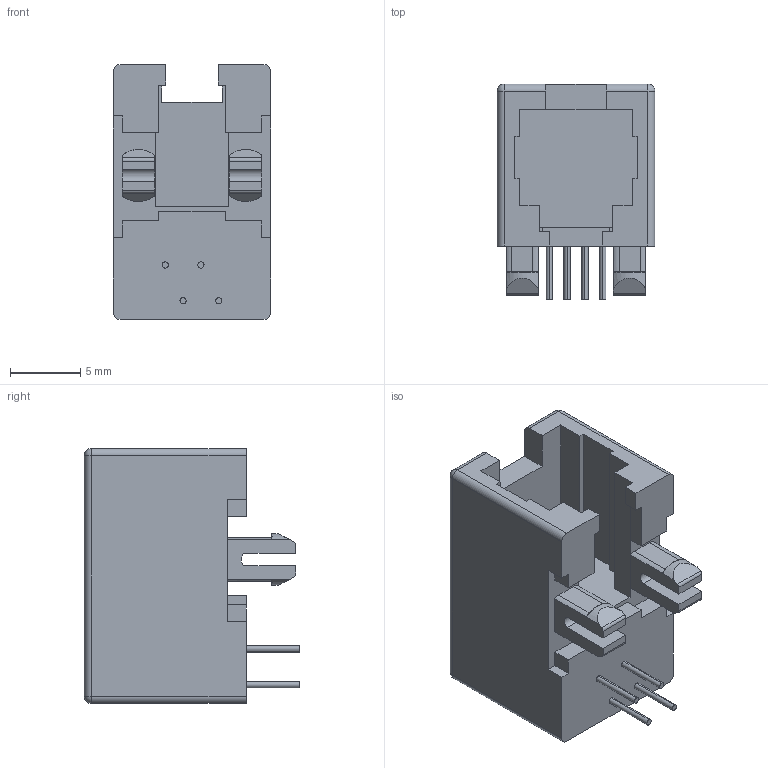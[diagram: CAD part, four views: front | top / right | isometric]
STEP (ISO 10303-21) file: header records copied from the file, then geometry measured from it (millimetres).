
FILE_DESCRIPTION (( 'STEP AP214' ), '1' );
FILE_NAME ('GMX-N-44_rA2.STEP', '2014-05-13T18:05:42', ( '' ), ( '' ), 'SwSTEP 2.0', 'SolidWorks 2014', '' );
FILE_SCHEMA (( 'AUTOMOTIVE_DESIGN' ));
Length unit declared in the file: millimetre
Products named in the file (1): GMX-N-44_rA2
Bounding box: 11.2 x 15.3 x 18.1 mm (x, y, z)
Volume: 1581.6 mm3; surface area: 1450.1 mm2
Topology: 1 solids, 1 shells, 125 faces, 335 edges, 214 vertices
Faces by surface type: plane 80, cylinder 35, torus 6, sphere 4
Entity records: 4079 total; most frequent: CARTESIAN_POINT 771, ORIENTED_EDGE 662, DIRECTION 647, EDGE_CURVE 331, LINE 243, VECTOR 243, VERTEX_POINT 214, AXIS2_PLACEMENT_3D 202
